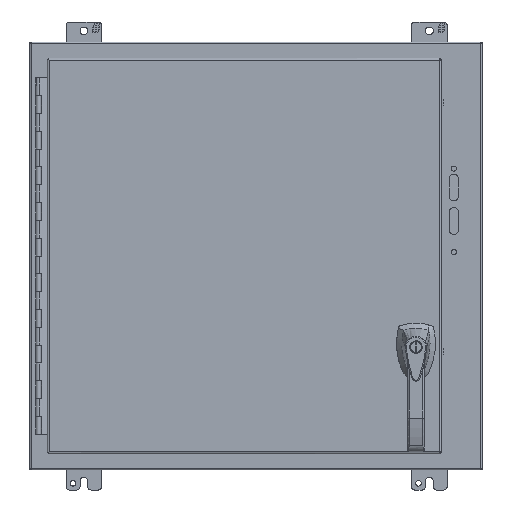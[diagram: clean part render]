
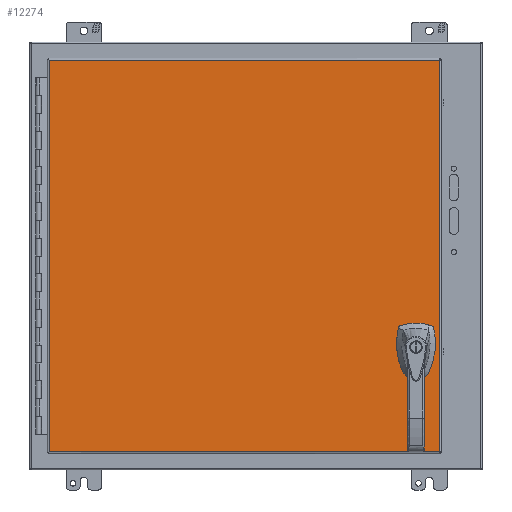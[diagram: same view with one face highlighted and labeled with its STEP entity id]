
A CAD part, front view. The second image highlights one B-rep face of the part: STEP entity #12274.
In plain terms, the highlighted planar face has unit normal (0, -1, 0).
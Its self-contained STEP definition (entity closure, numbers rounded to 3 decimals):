
#153 = EDGE_CURVE ( 'NONE', #58226, #67932, #59645, .T. ) ;
#158 = CARTESIAN_POINT ( 'NONE',  ( 261.709, -276.228, 279.044 ) ) ;
#545 = DIRECTION ( 'NONE',  ( -1., 0., 0. ) ) ;
#1148 = DIRECTION ( 'NONE',  ( 1., 0., 0. ) ) ;
#1986 = CARTESIAN_POINT ( 'NONE',  ( -294.78, -276.228, -279.044 ) ) ;
#2892 = DIRECTION ( 'NONE',  ( 1., 0., 0. ) ) ;
#3069 = EDGE_CURVE ( 'NONE', #74479, #61472, #6713, .T. ) ;
#3128 = VECTOR ( 'NONE', #57876, 1000. ) ;
#3397 = DIRECTION ( 'NONE',  ( 0., 1., 0. ) ) ;
#3417 = DIRECTION ( 'NONE',  ( 0., 1., 0. ) ) ;
#4938 = ORIENTED_EDGE ( 'NONE', *, *, #6801, .T. ) ;
#5802 = DIRECTION ( 'NONE',  ( 0., 0., -1. ) ) ;
#6514 = CARTESIAN_POINT ( 'NONE',  ( -294.78, -276.228, 279.044 ) ) ;
#6713 = LINE ( 'NONE', #23265, #54487 ) ;
#6801 = EDGE_CURVE ( 'NONE', #38401, #38401, #51185, .T. ) ;
#7444 = AXIS2_PLACEMENT_3D ( 'NONE', #9968, #3397, #39272 ) ;
#8762 = VECTOR ( 'NONE', #55369, 1000. ) ;
#9245 = DIRECTION ( 'NONE',  ( 0., 0., -1. ) ) ;
#9968 = CARTESIAN_POINT ( 'NONE',  ( 227.927, -276.228, -129.769 ) ) ;
#10430 = VERTEX_POINT ( 'NONE', #36230 ) ;
#11096 = VERTEX_POINT ( 'NONE', #72582 ) ;
#11796 = AXIS2_PLACEMENT_3D ( 'NONE', #76058, #45316, #34854 ) ;
#12274 = ADVANCED_FACE ( 'NONE', ( #32152, #25648, #43777 ), #60298, .T. ) ;
#14192 = VECTOR ( 'NONE', #1148, 1000. ) ;
#14829 = CARTESIAN_POINT ( 'NONE',  ( -297.523, -276.228, -279.044 ) ) ;
#15581 = CARTESIAN_POINT ( 'NONE',  ( 217.881, -276.228, -134.809 ) ) ;
#15963 = EDGE_CURVE ( 'NONE', #61472, #22419, #52118, .T. ) ;
#18461 = CARTESIAN_POINT ( 'NONE',  ( -297.523, -276.228, -119.723 ) ) ;
#19550 = CIRCLE ( 'NONE', #22043, 11.239 ) ;
#22043 = AXIS2_PLACEMENT_3D ( 'NONE', #75056, #3417, #9245 ) ;
#22419 = VERTEX_POINT ( 'NONE', #1986 ) ;
#22522 = AXIS2_PLACEMENT_3D ( 'NONE', #75406, #23006, #69990 ) ;
#23006 = DIRECTION ( 'NONE',  ( 0., 1., 0. ) ) ;
#23265 = CARTESIAN_POINT ( 'NONE',  ( -297.523, -276.228, 279.044 ) ) ;
#23443 = CARTESIAN_POINT ( 'NONE',  ( 217.881, -276.228, -281.788 ) ) ;
#23447 = ORIENTED_EDGE ( 'NONE', *, *, #153, .T. ) ;
#23451 = EDGE_CURVE ( 'NONE', #49467, #11096, #35837, .T. ) ;
#24194 = CARTESIAN_POINT ( 'NONE',  ( 237.973, -276.228, -124.728 ) ) ;
#25648 = FACE_OUTER_BOUND ( 'NONE', #46155, .T. ) ;
#27721 = CARTESIAN_POINT ( 'NONE',  ( 222.886, -276.228, -139.814 ) ) ;
#28955 = ORIENTED_EDGE ( 'NONE', *, *, #69525, .T. ) ;
#29331 = EDGE_CURVE ( 'NONE', #10430, #51357, #34435, .T. ) ;
#30657 = ORIENTED_EDGE ( 'NONE', *, *, #15963, .T. ) ;
#30782 = EDGE_CURVE ( 'NONE', #11096, #65093, #53014, .T. ) ;
#31021 = ORIENTED_EDGE ( 'NONE', *, *, #3069, .T. ) ;
#31571 = ORIENTED_EDGE ( 'NONE', *, *, #30782, .T. ) ;
#31650 = VECTOR ( 'NONE', #41969, 1000. ) ;
#31946 = CARTESIAN_POINT ( 'NONE',  ( 217.881, -276.228, -124.728 ) ) ;
#32152 = FACE_BOUND ( 'NONE', #59104, .T. ) ;
#33303 = CARTESIAN_POINT ( 'NONE',  ( 222.886, -276.228, -119.723 ) ) ;
#34435 = LINE ( 'NONE', #46809, #62568 ) ;
#34787 = EDGE_CURVE ( 'NONE', #67932, #49467, #75141, .T. ) ;
#34854 = DIRECTION ( 'NONE',  ( 0., 0., -1. ) ) ;
#35837 = LINE ( 'NONE', #18461, #14192 ) ;
#36230 = CARTESIAN_POINT ( 'NONE',  ( 232.968, -276.228, -139.814 ) ) ;
#36379 = ORIENTED_EDGE ( 'NONE', *, *, #52907, .T. ) ;
#36883 = LINE ( 'NONE', #49960, #8762 ) ;
#37990 = DIRECTION ( 'NONE',  ( 0., -1., 0. ) ) ;
#38401 = VERTEX_POINT ( 'NONE', #61861 ) ;
#38868 = VERTEX_POINT ( 'NONE', #53167 ) ;
#39272 = DIRECTION ( 'NONE',  ( 0., 0., -1. ) ) ;
#40633 = DIRECTION ( 'NONE',  ( 0., 1., 0. ) ) ;
#41023 = CARTESIAN_POINT ( 'NONE',  ( 227.927, -276.228, -129.769 ) ) ;
#41528 = EDGE_CURVE ( 'NONE', #38868, #74479, #36883, .T. ) ;
#41969 = DIRECTION ( 'NONE',  ( 0., 0., 1. ) ) ;
#43189 = AXIS2_PLACEMENT_3D ( 'NONE', #41023, #40633, #53685 ) ;
#43408 = DIRECTION ( 'NONE',  ( 0., 0., -1. ) ) ;
#43777 = FACE_BOUND ( 'NONE', #47393, .T. ) ;
#44526 = LINE ( 'NONE', #14829, #45173 ) ;
#44655 = EDGE_CURVE ( 'NONE', #51357, #58226, #53306, .T. ) ;
#45173 = VECTOR ( 'NONE', #2892, 1000. ) ;
#45316 = DIRECTION ( 'NONE',  ( 0., 1., 0. ) ) ;
#46155 = EDGE_LOOP ( 'NONE', ( #62477, #31021, #30657, #36379 ) ) ;
#46809 = CARTESIAN_POINT ( 'NONE',  ( -297.523, -276.228, -139.814 ) ) ;
#47390 = VECTOR ( 'NONE', #5802, 1000. ) ;
#47393 = EDGE_LOOP ( 'NONE', ( #4938 ) ) ;
#48424 = ORIENTED_EDGE ( 'NONE', *, *, #29331, .T. ) ;
#49467 = VERTEX_POINT ( 'NONE', #33303 ) ;
#49960 = CARTESIAN_POINT ( 'NONE',  ( 261.709, -276.228, -281.788 ) ) ;
#50944 = EDGE_CURVE ( 'NONE', #65093, #65179, #71295, .T. ) ;
#51185 = CIRCLE ( 'NONE', #11796, 4.242 ) ;
#51357 = VERTEX_POINT ( 'NONE', #27721 ) ;
#52118 = LINE ( 'NONE', #57506, #3128 ) ;
#52893 = ORIENTED_EDGE ( 'NONE', *, *, #34787, .T. ) ;
#52907 = EDGE_CURVE ( 'NONE', #22419, #38868, #44526, .T. ) ;
#53014 = CIRCLE ( 'NONE', #7444, 11.239 ) ;
#53167 = CARTESIAN_POINT ( 'NONE',  ( 261.709, -276.228, -279.044 ) ) ;
#53306 = CIRCLE ( 'NONE', #22522, 11.239 ) ;
#53685 = DIRECTION ( 'NONE',  ( 0., 0., -1. ) ) ;
#53879 = CARTESIAN_POINT ( 'NONE',  ( 237.973, -276.228, -134.809 ) ) ;
#54487 = VECTOR ( 'NONE', #545, 1000. ) ;
#54564 = CARTESIAN_POINT ( 'NONE',  ( -297.523, -276.228, -281.788 ) ) ;
#55369 = DIRECTION ( 'NONE',  ( 0., 0., 1. ) ) ;
#56845 = AXIS2_PLACEMENT_3D ( 'NONE', #54564, #37990, #43408 ) ;
#57506 = CARTESIAN_POINT ( 'NONE',  ( -294.78, -276.228, -281.788 ) ) ;
#57876 = DIRECTION ( 'NONE',  ( 0., 0., -1. ) ) ;
#57939 = DIRECTION ( 'NONE',  ( -1., 0., 0. ) ) ;
#58226 = VERTEX_POINT ( 'NONE', #15581 ) ;
#59104 = EDGE_LOOP ( 'NONE', ( #48424, #63744, #23447, #52893, #64533, #31571, #67880, #28955 ) ) ;
#59645 = LINE ( 'NONE', #23443, #31650 ) ;
#60298 = PLANE ( 'NONE',  #56845 ) ;
#61472 = VERTEX_POINT ( 'NONE', #6514 ) ;
#61861 = CARTESIAN_POINT ( 'NONE',  ( 227.927, -276.228, -167.996 ) ) ;
#62477 = ORIENTED_EDGE ( 'NONE', *, *, #41528, .T. ) ;
#62568 = VECTOR ( 'NONE', #57939, 1000. ) ;
#63744 = ORIENTED_EDGE ( 'NONE', *, *, #44655, .T. ) ;
#64533 = ORIENTED_EDGE ( 'NONE', *, *, #23451, .T. ) ;
#65075 = CARTESIAN_POINT ( 'NONE',  ( 237.973, -276.228, -281.788 ) ) ;
#65093 = VERTEX_POINT ( 'NONE', #24194 ) ;
#65179 = VERTEX_POINT ( 'NONE', #53879 ) ;
#67880 = ORIENTED_EDGE ( 'NONE', *, *, #50944, .T. ) ;
#67932 = VERTEX_POINT ( 'NONE', #31946 ) ;
#69525 = EDGE_CURVE ( 'NONE', #65179, #10430, #19550, .T. ) ;
#69990 = DIRECTION ( 'NONE',  ( 0., 0., -1. ) ) ;
#71295 = LINE ( 'NONE', #65075, #47390 ) ;
#72582 = CARTESIAN_POINT ( 'NONE',  ( 232.968, -276.228, -119.723 ) ) ;
#74479 = VERTEX_POINT ( 'NONE', #158 ) ;
#75056 = CARTESIAN_POINT ( 'NONE',  ( 227.927, -276.228, -129.769 ) ) ;
#75141 = CIRCLE ( 'NONE', #43189, 11.239 ) ;
#75406 = CARTESIAN_POINT ( 'NONE',  ( 227.927, -276.228, -129.769 ) ) ;
#76058 = CARTESIAN_POINT ( 'NONE',  ( 227.927, -276.228, -163.754 ) ) ;
